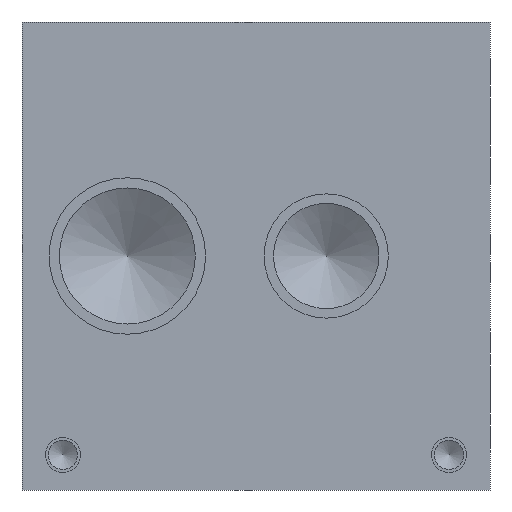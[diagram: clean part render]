
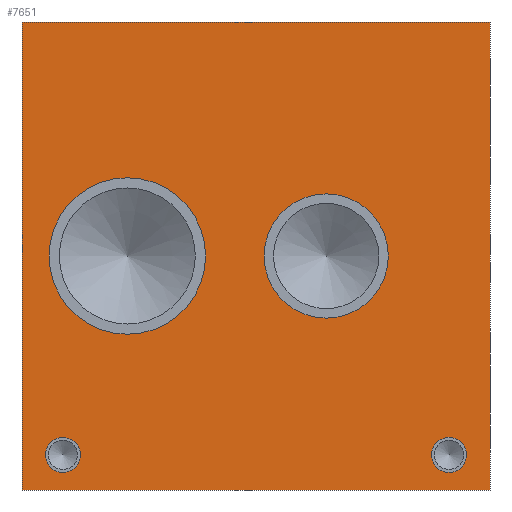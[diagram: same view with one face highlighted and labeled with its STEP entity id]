
A CAD part, left-side view. The second image highlights one B-rep face of the part: STEP entity #7651.
In plain terms, the highlighted planar face has unit normal (-1, 0, 0).
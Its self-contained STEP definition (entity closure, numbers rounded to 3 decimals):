
#123=CIRCLE('',#7979,4.763);
#124=CIRCLE('',#7980,4.763);
#130=CIRCLE('',#7990,4.763);
#131=CIRCLE('',#7991,4.763);
#161=CIRCLE('',#8041,16.853);
#162=CIRCLE('',#8042,16.853);
#182=CIRCLE('',#8074,21.234);
#183=CIRCLE('',#8075,21.234);
#227=FACE_BOUND('',#1300,.T.);
#228=FACE_BOUND('',#1301,.T.);
#229=FACE_BOUND('',#1302,.T.);
#230=FACE_BOUND('',#1303,.T.);
#480=PLANE('',#8077);
#868=FACE_OUTER_BOUND('',#1299,.T.);
#1299=EDGE_LOOP('',(#6809,#6810,#6811,#6812));
#1300=EDGE_LOOP('',(#6813,#6814));
#1301=EDGE_LOOP('',(#6815,#6816));
#1302=EDGE_LOOP('',(#6817,#6818));
#1303=EDGE_LOOP('',(#6819,#6820));
#1627=LINE('',#11737,#2370);
#2057=LINE('',#13019,#2800);
#2058=LINE('',#13021,#2801);
#2059=LINE('',#13022,#2802);
#2370=VECTOR('',#8556,10.);
#2800=VECTOR('',#9634,10.);
#2801=VECTOR('',#9635,10.);
#2802=VECTOR('',#9636,10.);
#3312=VERTEX_POINT('',#11730);
#3315=VERTEX_POINT('',#11735);
#3645=VERTEX_POINT('',#12820);
#3646=VERTEX_POINT('',#12821);
#3653=VERTEX_POINT('',#12842);
#3654=VERTEX_POINT('',#12843);
#3689=VERTEX_POINT('',#12944);
#3690=VERTEX_POINT('',#12945);
#3713=VERTEX_POINT('',#13010);
#3714=VERTEX_POINT('',#13011);
#3715=VERTEX_POINT('',#13018);
#3716=VERTEX_POINT('',#13020);
#4196=EDGE_CURVE('',#3312,#3315,#1627,.T.);
#4670=EDGE_CURVE('',#3645,#3646,#123,.T.);
#4671=EDGE_CURVE('',#3646,#3645,#124,.T.);
#4680=EDGE_CURVE('',#3653,#3654,#130,.T.);
#4681=EDGE_CURVE('',#3654,#3653,#131,.T.);
#4726=EDGE_CURVE('',#3689,#3690,#161,.T.);
#4727=EDGE_CURVE('',#3690,#3689,#162,.T.);
#4756=EDGE_CURVE('',#3713,#3714,#182,.T.);
#4757=EDGE_CURVE('',#3714,#3713,#183,.T.);
#4760=EDGE_CURVE('',#3715,#3312,#2057,.T.);
#4761=EDGE_CURVE('',#3716,#3315,#2058,.T.);
#4762=EDGE_CURVE('',#3715,#3716,#2059,.T.);
#6809=ORIENTED_EDGE('',*,*,#4760,.T.);
#6810=ORIENTED_EDGE('',*,*,#4196,.T.);
#6811=ORIENTED_EDGE('',*,*,#4761,.F.);
#6812=ORIENTED_EDGE('',*,*,#4762,.F.);
#6813=ORIENTED_EDGE('',*,*,#4670,.T.);
#6814=ORIENTED_EDGE('',*,*,#4671,.T.);
#6815=ORIENTED_EDGE('',*,*,#4680,.T.);
#6816=ORIENTED_EDGE('',*,*,#4681,.T.);
#6817=ORIENTED_EDGE('',*,*,#4726,.T.);
#6818=ORIENTED_EDGE('',*,*,#4727,.T.);
#6819=ORIENTED_EDGE('',*,*,#4756,.T.);
#6820=ORIENTED_EDGE('',*,*,#4757,.T.);
#7651=ADVANCED_FACE('',(#868,#227,#228,#229,#230),#480,.T.);
#7979=AXIS2_PLACEMENT_3D('',#12822,#9407,#9408);
#7980=AXIS2_PLACEMENT_3D('',#12823,#9409,#9410);
#7990=AXIS2_PLACEMENT_3D('',#12844,#9432,#9433);
#7991=AXIS2_PLACEMENT_3D('',#12845,#9434,#9435);
#8041=AXIS2_PLACEMENT_3D('',#12946,#9549,#9550);
#8042=AXIS2_PLACEMENT_3D('',#12947,#9551,#9552);
#8074=AXIS2_PLACEMENT_3D('',#13012,#9624,#9625);
#8075=AXIS2_PLACEMENT_3D('',#13013,#9626,#9627);
#8077=AXIS2_PLACEMENT_3D('',#13017,#9632,#9633);
#8556=DIRECTION('',(0.,0.,1.));
#9407=DIRECTION('center_axis',(1.,0.,0.));
#9408=DIRECTION('ref_axis',(0.,1.,0.));
#9409=DIRECTION('center_axis',(1.,0.,0.));
#9410=DIRECTION('ref_axis',(0.,1.,0.));
#9432=DIRECTION('center_axis',(1.,0.,0.));
#9433=DIRECTION('ref_axis',(0.,1.,0.));
#9434=DIRECTION('center_axis',(1.,0.,0.));
#9435=DIRECTION('ref_axis',(0.,1.,0.));
#9549=DIRECTION('center_axis',(1.,0.,0.));
#9550=DIRECTION('ref_axis',(0.,1.,0.));
#9551=DIRECTION('center_axis',(1.,0.,0.));
#9552=DIRECTION('ref_axis',(0.,1.,0.));
#9624=DIRECTION('center_axis',(1.,0.,0.));
#9625=DIRECTION('ref_axis',(0.,1.,0.));
#9626=DIRECTION('center_axis',(1.,0.,0.));
#9627=DIRECTION('ref_axis',(0.,1.,0.));
#9632=DIRECTION('center_axis',(-1.,0.,0.));
#9633=DIRECTION('ref_axis',(0.,-1.,0.));
#9634=DIRECTION('',(0.,-1.,0.));
#9635=DIRECTION('',(0.,-1.,0.));
#9636=DIRECTION('',(0.,0.,1.));
#11730=CARTESIAN_POINT('',(0.,0.,0.));
#11735=CARTESIAN_POINT('',(0.,0.,127.));
#11737=CARTESIAN_POINT('',(0.,0.,0.));
#12820=CARTESIAN_POINT('',(0.,15.888,9.525));
#12821=CARTESIAN_POINT('',(0.,6.363,9.525));
#12822=CARTESIAN_POINT('Origin',(0.,11.125,9.525));
#12823=CARTESIAN_POINT('Origin',(0.,11.125,9.525));
#12842=CARTESIAN_POINT('',(0.,120.663,9.525));
#12843=CARTESIAN_POINT('',(0.,111.138,9.525));
#12844=CARTESIAN_POINT('Origin',(0.,115.9,9.525));
#12845=CARTESIAN_POINT('Origin',(0.,115.9,9.525));
#12944=CARTESIAN_POINT('',(0.,61.303,63.5));
#12945=CARTESIAN_POINT('',(0.,27.597,63.5));
#12946=CARTESIAN_POINT('Origin',(0.,44.45,63.5));
#12947=CARTESIAN_POINT('Origin',(0.,44.45,63.5));
#13010=CARTESIAN_POINT('',(0.,119.659,63.5));
#13011=CARTESIAN_POINT('',(0.,77.191,63.5));
#13012=CARTESIAN_POINT('Origin',(0.,98.425,63.5));
#13013=CARTESIAN_POINT('Origin',(0.,98.425,63.5));
#13017=CARTESIAN_POINT('Origin',(0.,127.,0.));
#13018=CARTESIAN_POINT('',(0.,127.,0.));
#13019=CARTESIAN_POINT('',(0.,127.,0.));
#13020=CARTESIAN_POINT('',(0.,127.,127.));
#13021=CARTESIAN_POINT('',(0.,127.,127.));
#13022=CARTESIAN_POINT('',(0.,127.,0.));
